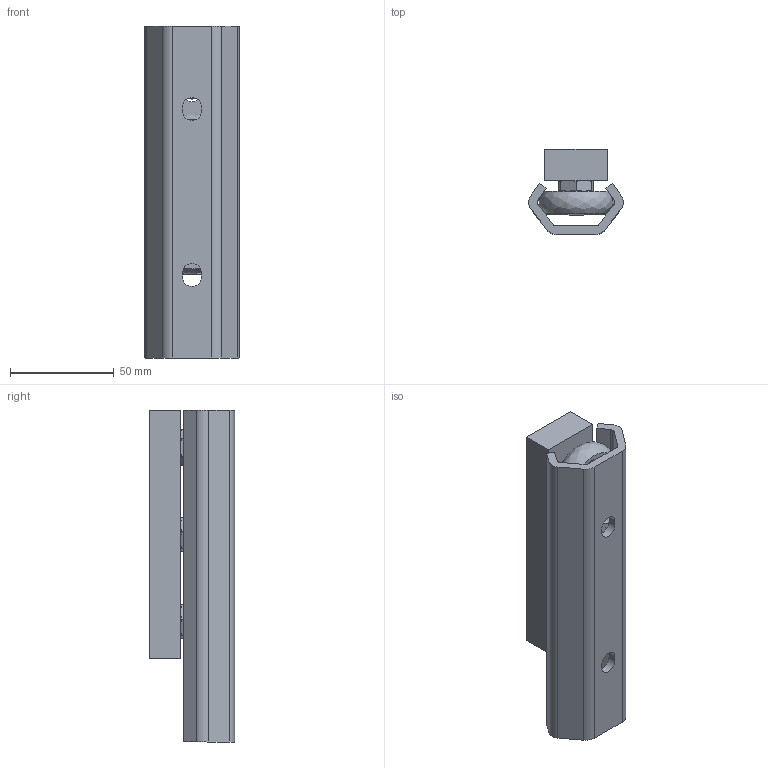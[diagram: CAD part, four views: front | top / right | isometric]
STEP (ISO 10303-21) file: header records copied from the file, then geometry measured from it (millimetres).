
FILE_DESCRIPTION (( 'STEP AP214' ), '1' );
FILE_NAME ('SXTE45-160_1_LXBE45-120-2RS-40_0-40_0-Rollco.step', '2020-06-24T13:11:08', ( '' ), ( '' ), 'SwSTEP 2.0', 'SolidWorks 2010', '' );
FILE_SCHEMA (( 'AUTOMOTIVE_DESIGN' ));
Length unit declared in the file: millimetre
Products named in the file (7): Rail-SXTE45-160-Rollco_Rail-SXTE45-160-Rollco; Slider-LXBE45-120-2RS-Rollco_Slider-LXBE45-120-2RS-Rollco; Wheel-RXBNX45-2RS-Rollco_Wheel-RXBNX45-2RS-Rollco; Wheel-RXBAX45-2RS-Rollco_Wheel-RXBAX45-2RS-Rollco; Screw-LXBE45-Rollco_Screw-LXBE45-Rollco; SXTE45-160_1_LXBE45-120-2RS-40_0-40_0-Rollco
Assembly tree (9 placements, depth 3):
  SXTE45-160_1_LXBE45-120-2RS-40_0-40_0-Rollco
    Slider-LXBE45-120-2RS-Rollco_Slider-LXBE45-120-2RS-Rollco
      Wheel-RXBAX45-2RS-Rollco_Wheel-RXBAX45-2RS-Rollco
      Screw-LXBE45-Rollco_Screw-LXBE45-Rollco  x3
      Wheel-RXBNX45-2RS-Rollco_Wheel-RXBNX45-2RS-Rollco  x2
      Slider-LXBE45-120-2RS-Rollco_Slider-LXBE45-120-2RS-Rollco
    Rail-SXTE45-160-Rollco_Rail-SXTE45-160-Rollco
Bounding box: 45.7 x 41 x 160 mm (x, y, z)
Volume: 122695.7 mm3; surface area: 57977.1 mm2
Topology: 8 solids, 11 shells, 248 faces, 514 edges, 315 vertices
Faces by surface type: plane 120, bspline 105, cylinder 23
Full cylindrical faces by diameter (mm): 6.5 x3, 8 x2, 12 x6
Entity records: 5214 total; most frequent: CARTESIAN_POINT 1899, DIRECTION 588, ORIENTED_EDGE 574, EDGE_CURVE 287, EDGE_LOOP 248, AXIS2_PLACEMENT_3D 240, VERTEX_POINT 207, FACE_OUTER_BOUND 203
